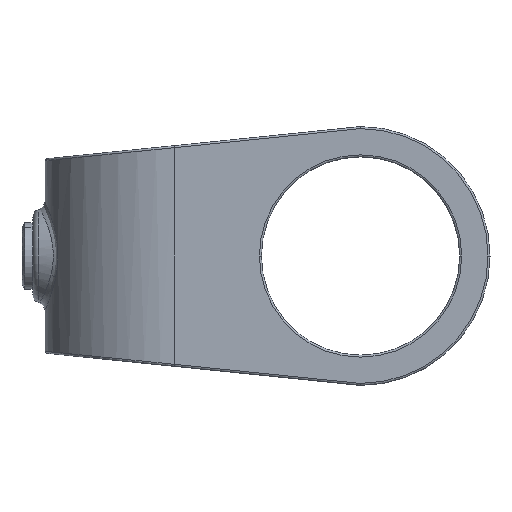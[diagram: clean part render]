
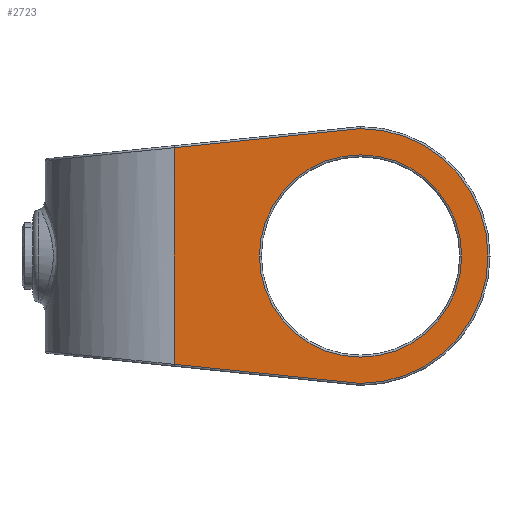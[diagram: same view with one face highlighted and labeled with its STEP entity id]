
A CAD part, left-side view. The second image highlights one B-rep face of the part: STEP entity #2723.
In plain terms, the highlighted planar face has unit normal (-1, 0, 0).
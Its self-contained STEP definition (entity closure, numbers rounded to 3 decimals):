
#16 = AXIS2_PLACEMENT_3D ( 'NONE', #2557, #2869, #1351 ) ;
#19 = CARTESIAN_POINT ( 'NONE',  ( -32., -77.5, 0. ) ) ;
#27 = VERTEX_POINT ( 'NONE', #3957 ) ;
#42 = VERTEX_POINT ( 'NONE', #3523 ) ;
#86 = PLANE ( 'NONE',  #1611 ) ;
#152 = CIRCLE ( 'NONE', #3684, 25. ) ;
#177 = ORIENTED_EDGE ( 'NONE', *, *, #3593, .T. ) ;
#181 = LINE ( 'NONE', #300, #3327 ) ;
#300 = CARTESIAN_POINT ( 'NONE',  ( -32., 5.966, -26.168 ) ) ;
#357 = DIRECTION ( 'NONE',  ( 1., 0., 0. ) ) ;
#364 = LINE ( 'NONE', #540, #2239 ) ;
#460 = VERTEX_POINT ( 'NONE', #2957 ) ;
#540 = CARTESIAN_POINT ( 'NONE',  ( -32., -0.53, 26.834 ) ) ;
#717 = VECTOR ( 'NONE', #2828, 1000. ) ;
#735 = EDGE_CURVE ( 'NONE', #460, #2853, #2744, .T. ) ;
#906 = EDGE_CURVE ( 'NONE', #1367, #2482, #3780, .T. ) ;
#956 = DIRECTION ( 'NONE',  ( 0., 1., 0. ) ) ;
#1170 = DIRECTION ( 'NONE',  ( 0., 1., 0. ) ) ;
#1250 = CARTESIAN_POINT ( 'NONE',  ( -32., 0., 32. ) ) ;
#1294 = ORIENTED_EDGE ( 'NONE', *, *, #1629, .T. ) ;
#1303 = CARTESIAN_POINT ( 'NONE',  ( -32., -46., 0. ) ) ;
#1351 = DIRECTION ( 'NONE',  ( 0., 1., 0. ) ) ;
#1367 = VERTEX_POINT ( 'NONE', #2670 ) ;
#1570 = EDGE_LOOP ( 'NONE', ( #177, #1294 ) ) ;
#1573 = EDGE_CURVE ( 'NONE', #1628, #460, #364, .T. ) ;
#1611 = AXIS2_PLACEMENT_3D ( 'NONE', #1250, #2775, #956 ) ;
#1628 = VERTEX_POINT ( 'NONE', #3817 ) ;
#1629 = EDGE_CURVE ( 'NONE', #27, #42, #3224, .T. ) ;
#1683 = CARTESIAN_POINT ( 'NONE',  ( -32., -46., 0. ) ) ;
#1775 = DIRECTION ( 'NONE',  ( -1., 0., 0. ) ) ;
#1811 = ORIENTED_EDGE ( 'NONE', *, *, #3915, .T. ) ;
#1891 = FACE_BOUND ( 'NONE', #1570, .T. ) ;
#2231 = EDGE_LOOP ( 'NONE', ( #3070, #1811, #3964, #3377, #2692 ) ) ;
#2239 = VECTOR ( 'NONE', #2680, 1000. ) ;
#2333 = CARTESIAN_POINT ( 'NONE',  ( -32., 0., -26.779 ) ) ;
#2344 = EDGE_CURVE ( 'NONE', #2482, #1628, #2788, .T. ) ;
#2482 = VERTEX_POINT ( 'NONE', #19 ) ;
#2498 = DIRECTION ( 'NONE',  ( 0., 1., 0. ) ) ;
#2557 = CARTESIAN_POINT ( 'NONE',  ( -32., -46., 0. ) ) ;
#2670 = CARTESIAN_POINT ( 'NONE',  ( -32., -46.025, -31.5 ) ) ;
#2680 = DIRECTION ( 'NONE',  ( 0., 0.995, -0.102 ) ) ;
#2692 = ORIENTED_EDGE ( 'NONE', *, *, #1573, .T. ) ;
#2723 = ADVANCED_FACE ( 'NONE', ( #2839, #1891 ), #86, .F. ) ;
#2744 = LINE ( 'NONE', #3083, #717 ) ;
#2757 = DIRECTION ( 'NONE',  ( 0., -0.995, -0.102 ) ) ;
#2775 = DIRECTION ( 'NONE',  ( 1., 0., 0. ) ) ;
#2788 = CIRCLE ( 'NONE', #3973, 31.5 ) ;
#2828 = DIRECTION ( 'NONE',  ( 0., 0., -1. ) ) ;
#2839 = FACE_OUTER_BOUND ( 'NONE', #2231, .T. ) ;
#2853 = VERTEX_POINT ( 'NONE', #2333 ) ;
#2869 = DIRECTION ( 'NONE',  ( -1., 0., 0. ) ) ;
#2957 = CARTESIAN_POINT ( 'NONE',  ( -32., 0., 26.779 ) ) ;
#3070 = ORIENTED_EDGE ( 'NONE', *, *, #735, .T. ) ;
#3083 = CARTESIAN_POINT ( 'NONE',  ( -32., 0., 32. ) ) ;
#3224 = CIRCLE ( 'NONE', #3498, 25. ) ;
#3327 = VECTOR ( 'NONE', #2757, 1000. ) ;
#3377 = ORIENTED_EDGE ( 'NONE', *, *, #2344, .T. ) ;
#3498 = AXIS2_PLACEMENT_3D ( 'NONE', #1683, #3517, #3831 ) ;
#3517 = DIRECTION ( 'NONE',  ( 1., 0., 0. ) ) ;
#3523 = CARTESIAN_POINT ( 'NONE',  ( -32., -21., 0. ) ) ;
#3593 = EDGE_CURVE ( 'NONE', #42, #27, #152, .T. ) ;
#3598 = CARTESIAN_POINT ( 'NONE',  ( -32., -46., 0. ) ) ;
#3684 = AXIS2_PLACEMENT_3D ( 'NONE', #1303, #357, #2498 ) ;
#3780 = CIRCLE ( 'NONE', #16, 31.5 ) ;
#3817 = CARTESIAN_POINT ( 'NONE',  ( -32., -46.025, 31.5 ) ) ;
#3831 = DIRECTION ( 'NONE',  ( 0., 1., 0. ) ) ;
#3915 = EDGE_CURVE ( 'NONE', #2853, #1367, #181, .T. ) ;
#3957 = CARTESIAN_POINT ( 'NONE',  ( -32., -71., 0. ) ) ;
#3964 = ORIENTED_EDGE ( 'NONE', *, *, #906, .T. ) ;
#3973 = AXIS2_PLACEMENT_3D ( 'NONE', #3598, #1775, #1170 ) ;
